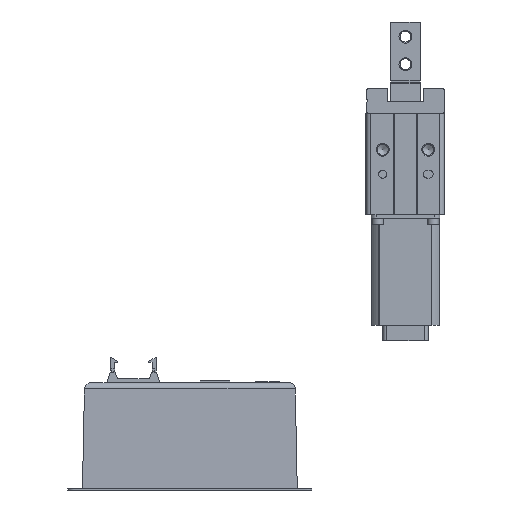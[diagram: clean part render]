
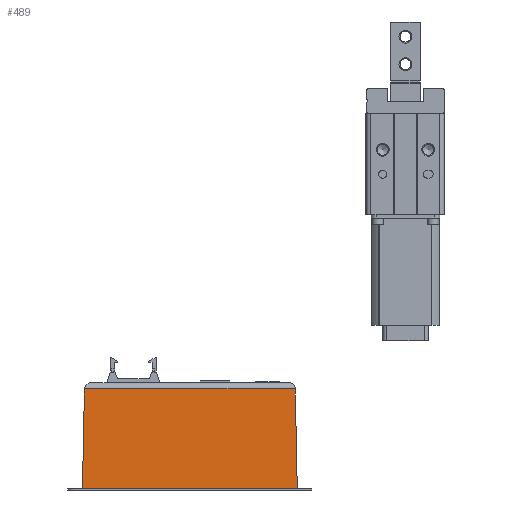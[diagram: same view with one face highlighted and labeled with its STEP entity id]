
A CAD part, left-side view. The second image highlights one B-rep face of the part: STEP entity #489.
In plain terms, the highlighted planar face has unit normal (-1, 0, 0.02).
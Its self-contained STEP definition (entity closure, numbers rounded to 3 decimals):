
#489 = ADVANCED_FACE( '', ( #1142 ), #1143, .F. );
#1142 = FACE_OUTER_BOUND( '', #1836, .T. );
#1143 = PLANE( '', #1837 );
#1836 = EDGE_LOOP( '', ( #4113, #4114, #4115, #4116 ) );
#1837 = AXIS2_PLACEMENT_3D( '', #4117, #4118, #4119 );
#4113 = ORIENTED_EDGE( '', *, *, #5159, .T. );
#4114 = ORIENTED_EDGE( '', *, *, #5160, .F. );
#4115 = ORIENTED_EDGE( '', *, *, #5161, .F. );
#4116 = ORIENTED_EDGE( '', *, *, #5162, .F. );
#4117 = CARTESIAN_POINT( '', ( -16.528, -141., 62.08 ) );
#4118 = DIRECTION( '', ( 1., 0., -0.02 ) );
#4119 = DIRECTION( '', ( -0.02, 0., -1. ) );
#5159 = EDGE_CURVE( '', #6319, #6112, #6450, .T. );
#5160 = EDGE_CURVE( '', #6451, #6112, #6452, .T. );
#5161 = EDGE_CURVE( '', #6453, #6451, #6454, .T. );
#5162 = EDGE_CURVE( '', #6319, #6453, #6455, .T. );
#6112 = VERTEX_POINT( '', #7824 );
#6319 = VERTEX_POINT( '', #8140 );
#6450 = LINE( '', #8353, #8354 );
#6451 = VERTEX_POINT( '', #8355 );
#6452 = LINE( '', #8356, #8357 );
#6453 = VERTEX_POINT( '', #8358 );
#6454 = LINE( '', #8359, #8360 );
#6455 = LINE( '', #8361, #8362 );
#7824 = CARTESIAN_POINT( '', ( -16.528, -5.722, 62.08 ) );
#8140 = CARTESIAN_POINT( '', ( -16.528, -135.278, 62.08 ) );
#8353 = CARTESIAN_POINT( '', ( -16.528, -141., 62.08 ) );
#8354 = VECTOR( '', #9506, 1000. );
#8355 = CARTESIAN_POINT( '', ( -17.75, -4.5, 1. ) );
#8356 = CARTESIAN_POINT( '', ( -17.736, -4.514, 1.699 ) );
#8357 = VECTOR( '', #9507, 1000. );
#8358 = CARTESIAN_POINT( '', ( -17.75, -136.5, 1. ) );
#8359 = CARTESIAN_POINT( '', ( -17.75, -136.5, 1. ) );
#8360 = VECTOR( '', #9508, 1000. );
#8361 = CARTESIAN_POINT( '', ( -16.515, -135.265, 62.755 ) );
#8362 = VECTOR( '', #9509, 1000. );
#9506 = DIRECTION( '', ( 0., 1., 0. ) );
#9507 = DIRECTION( '', ( 0.02, -0.02, 1. ) );
#9508 = DIRECTION( '', ( 0., 1., 0. ) );
#9509 = DIRECTION( '', ( -0.02, -0.02, -1. ) );
